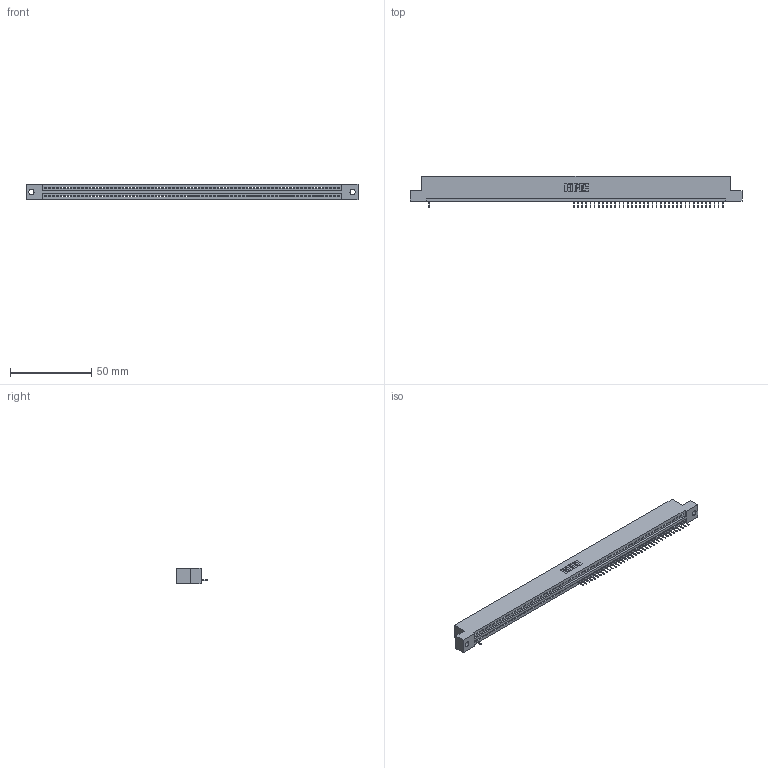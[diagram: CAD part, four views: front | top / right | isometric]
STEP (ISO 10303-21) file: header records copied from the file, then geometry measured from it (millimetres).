
FILE_DESCRIPTION (( 'STEP AP203' ), '1' );
FILE_NAME ('395-072-524-102.STEP', '2018-11-27T10:03:11', ( '' ), ( '' ), 'SwSTEP 2.0', 'SolidWorks 2016', '' );
FILE_SCHEMA (( 'CONFIG_CONTROL_DESIGN' ));
Length unit declared in the file: inch
Products named in the file (3): 395-072-524-102; 345 Part_Flush Mounting Lugs - 0.128 Dia; 345-292-001_345-293-124
Assembly tree (39 placements, depth 2):
  395-072-524-102
    345 Part_Flush Mounting Lugs - 0.128 Dia
    345-292-001_345-293-124  x38
Bounding box: 204.09 x 19.35 x 9.4 mm (x, y, z)
Volume: 19054.2 mm3; surface area: 22910.1 mm2
Topology: 39 solids, 39 shells, 3026 faces, 9017 edges, 5858 vertices
Faces by surface type: plane 2304, cylinder 722
Entity records: 49139 total; most frequent: ORIENTED_EDGE 8710, CARTESIAN_POINT 8670, DIRECTION 7491, EDGE_CURVE 4355, VECTOR 3939, LINE 3939, VERTEX_POINT 2898, AXIS2_PLACEMENT_3D 1776
